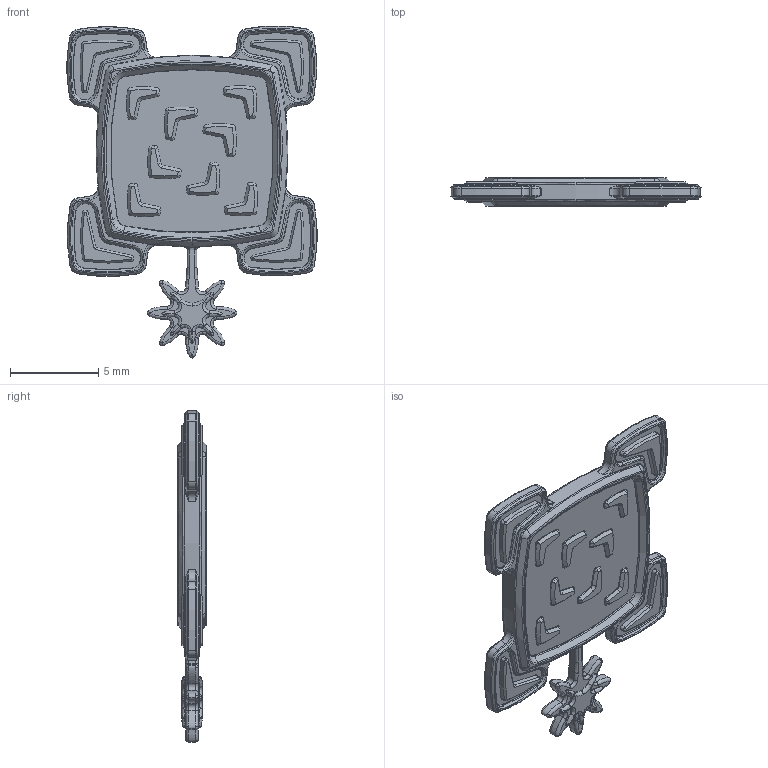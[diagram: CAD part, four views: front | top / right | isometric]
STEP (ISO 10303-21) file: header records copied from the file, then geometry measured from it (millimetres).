
FILE_DESCRIPTION(('FreeCAD Model'),'2;1');
FILE_NAME('Open CASCADE Shape Model','2025-05-04T14:03:49',('FreeCAD'),( 'FreeCAD'),'Open CASCADE STEP processor 7.6','FreeCAD','Unknown');
FILE_SCHEMA(('AUTOMOTIVE_DESIGN { 1 0 10303 214 1 1 1 1 }'));
Products named in the file (1): Open CASCADE STEP translator 7.6 1
Bounding box: 14.15 x 1.63 x 18.77 mm (x, y, z)
Volume: 160.6 mm3; surface area: 486.7 mm2
Topology: 1 solids, 1 shells, 1691 faces, 4033 edges, 2256 vertices
Faces by surface type: bspline 1691
Entity records: 55822 total; most frequent: CARTESIAN_POINT 35126, ORIENTED_EDGE 7834, EDGE_CURVE 3917, VERTEX_POINT 2256, FACE_BOUND 1719, EDGE_LOOP 1719, ADVANCED_FACE 1691, B_SPLINE_CURVE_WITH_KNOTS 1427
